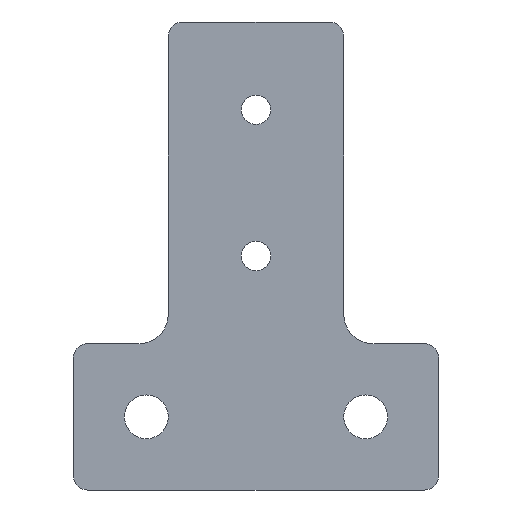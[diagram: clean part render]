
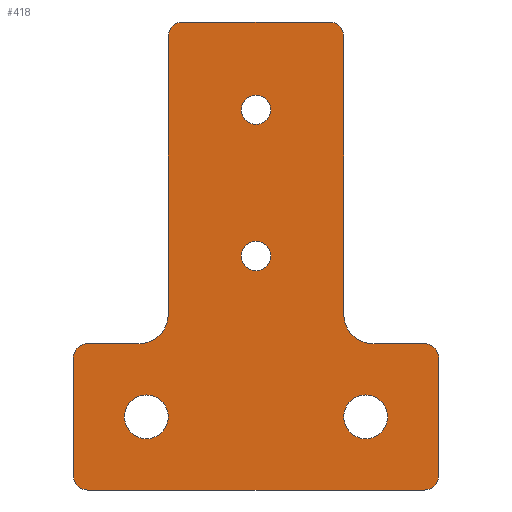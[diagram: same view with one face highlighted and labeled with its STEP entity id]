
A CAD part, front view. The second image highlights one B-rep face of the part: STEP entity #418.
In plain terms, the highlighted planar face has unit normal (0, -1, 0).
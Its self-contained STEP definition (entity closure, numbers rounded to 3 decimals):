
#15=FACE_BOUND('',#61,.T.);
#16=FACE_BOUND('',#62,.T.);
#17=FACE_BOUND('',#63,.T.);
#18=FACE_BOUND('',#64,.T.);
#25=PLANE('',#460);
#38=FACE_OUTER_BOUND('',#60,.T.);
#60=EDGE_LOOP('',(#301,#302,#303,#304,#305,#306,#307,#308,#309,#310,#311,
#312,#313,#314,#315,#316));
#61=EDGE_LOOP('',(#317));
#62=EDGE_LOOP('',(#318));
#63=EDGE_LOOP('',(#319));
#64=EDGE_LOOP('',(#320));
#87=LINE('',#637,#123);
#92=LINE('',#652,#128);
#97=LINE('',#667,#133);
#98=LINE('',#670,#134);
#99=LINE('',#674,#135);
#100=LINE('',#678,#136);
#101=LINE('',#682,#137);
#102=LINE('',#684,#138);
#123=VECTOR('',#507,10.);
#128=VECTOR('',#520,10.);
#133=VECTOR('',#533,10.);
#134=VECTOR('',#536,10.);
#135=VECTOR('',#539,10.);
#136=VECTOR('',#542,10.);
#137=VECTOR('',#545,10.);
#138=VECTOR('',#548,10.);
#157=CIRCLE('',#450,2.);
#159=CIRCLE('',#454,2.);
#162=CIRCLE('',#459,1.);
#163=CIRCLE('',#461,1.);
#164=CIRCLE('',#462,1.);
#165=CIRCLE('',#463,1.);
#166=CIRCLE('',#464,1.);
#167=CIRCLE('',#465,1.);
#168=CIRCLE('',#466,1.);
#169=CIRCLE('',#467,1.);
#170=CIRCLE('',#468,1.5);
#171=CIRCLE('',#469,1.5);
#181=VERTEX_POINT('',#627);
#182=VERTEX_POINT('',#628);
#185=VERTEX_POINT('',#636);
#187=VERTEX_POINT('',#642);
#188=VERTEX_POINT('',#643);
#191=VERTEX_POINT('',#651);
#195=VERTEX_POINT('',#660);
#196=VERTEX_POINT('',#662);
#197=VERTEX_POINT('',#666);
#198=VERTEX_POINT('',#669);
#199=VERTEX_POINT('',#671);
#200=VERTEX_POINT('',#673);
#201=VERTEX_POINT('',#675);
#202=VERTEX_POINT('',#677);
#203=VERTEX_POINT('',#679);
#204=VERTEX_POINT('',#681);
#205=VERTEX_POINT('',#685);
#206=VERTEX_POINT('',#687);
#207=VERTEX_POINT('',#689);
#208=VERTEX_POINT('',#691);
#221=EDGE_CURVE('',#181,#182,#157,.T.);
#225=EDGE_CURVE('',#182,#185,#87,.T.);
#228=EDGE_CURVE('',#187,#188,#159,.T.);
#232=EDGE_CURVE('',#191,#188,#92,.T.);
#237=EDGE_CURVE('',#195,#196,#162,.T.);
#239=EDGE_CURVE('',#197,#195,#97,.T.);
#240=EDGE_CURVE('',#185,#197,#163,.T.);
#241=EDGE_CURVE('',#181,#198,#98,.T.);
#242=EDGE_CURVE('',#199,#198,#164,.T.);
#243=EDGE_CURVE('',#199,#200,#99,.T.);
#244=EDGE_CURVE('',#201,#200,#165,.T.);
#245=EDGE_CURVE('',#201,#202,#100,.T.);
#246=EDGE_CURVE('',#203,#202,#166,.T.);
#247=EDGE_CURVE('',#203,#204,#101,.T.);
#248=EDGE_CURVE('',#191,#204,#167,.T.);
#249=EDGE_CURVE('',#196,#187,#102,.T.);
#250=EDGE_CURVE('',#205,#205,#168,.T.);
#251=EDGE_CURVE('',#206,#206,#169,.T.);
#252=EDGE_CURVE('',#207,#207,#170,.T.);
#253=EDGE_CURVE('',#208,#208,#171,.T.);
#301=ORIENTED_EDGE('',*,*,#237,.F.);
#302=ORIENTED_EDGE('',*,*,#239,.F.);
#303=ORIENTED_EDGE('',*,*,#240,.F.);
#304=ORIENTED_EDGE('',*,*,#225,.F.);
#305=ORIENTED_EDGE('',*,*,#221,.F.);
#306=ORIENTED_EDGE('',*,*,#241,.T.);
#307=ORIENTED_EDGE('',*,*,#242,.F.);
#308=ORIENTED_EDGE('',*,*,#243,.T.);
#309=ORIENTED_EDGE('',*,*,#244,.F.);
#310=ORIENTED_EDGE('',*,*,#245,.T.);
#311=ORIENTED_EDGE('',*,*,#246,.F.);
#312=ORIENTED_EDGE('',*,*,#247,.T.);
#313=ORIENTED_EDGE('',*,*,#248,.F.);
#314=ORIENTED_EDGE('',*,*,#232,.T.);
#315=ORIENTED_EDGE('',*,*,#228,.F.);
#316=ORIENTED_EDGE('',*,*,#249,.F.);
#317=ORIENTED_EDGE('',*,*,#250,.F.);
#318=ORIENTED_EDGE('',*,*,#251,.F.);
#319=ORIENTED_EDGE('',*,*,#252,.F.);
#320=ORIENTED_EDGE('',*,*,#253,.F.);
#418=ADVANCED_FACE('',(#38,#15,#16,#17,#18),#25,.F.);
#450=AXIS2_PLACEMENT_3D('',#629,#499,#500);
#454=AXIS2_PLACEMENT_3D('',#644,#512,#513);
#459=AXIS2_PLACEMENT_3D('',#663,#528,#529);
#460=AXIS2_PLACEMENT_3D('',#665,#531,#532);
#461=AXIS2_PLACEMENT_3D('',#668,#534,#535);
#462=AXIS2_PLACEMENT_3D('',#672,#537,#538);
#463=AXIS2_PLACEMENT_3D('',#676,#540,#541);
#464=AXIS2_PLACEMENT_3D('',#680,#543,#544);
#465=AXIS2_PLACEMENT_3D('',#683,#546,#547);
#466=AXIS2_PLACEMENT_3D('',#686,#549,#550);
#467=AXIS2_PLACEMENT_3D('',#688,#551,#552);
#468=AXIS2_PLACEMENT_3D('',#690,#553,#554);
#469=AXIS2_PLACEMENT_3D('',#692,#555,#556);
#499=DIRECTION('center_axis',(0.,-1.,0.));
#500=DIRECTION('ref_axis',(0.707,0.,-0.707));
#507=DIRECTION('',(0.,0.,1.));
#512=DIRECTION('center_axis',(0.,-1.,0.));
#513=DIRECTION('ref_axis',(-0.707,0.,-0.707));
#520=DIRECTION('',(-1.,0.,0.));
#528=DIRECTION('center_axis',(0.,1.,0.));
#529=DIRECTION('ref_axis',(0.707,0.,0.707));
#531=DIRECTION('center_axis',(0.,1.,0.));
#532=DIRECTION('ref_axis',(1.,0.,0.));
#533=DIRECTION('',(1.,0.,0.));
#534=DIRECTION('center_axis',(0.,1.,0.));
#535=DIRECTION('ref_axis',(-0.707,0.,0.707));
#536=DIRECTION('',(-1.,0.,0.));
#537=DIRECTION('center_axis',(0.,1.,0.));
#538=DIRECTION('ref_axis',(-0.707,0.,0.707));
#539=DIRECTION('',(0.,0.,-1.));
#540=DIRECTION('center_axis',(0.,1.,0.));
#541=DIRECTION('ref_axis',(-0.707,0.,-0.707));
#542=DIRECTION('',(1.,0.,0.));
#543=DIRECTION('center_axis',(0.,1.,0.));
#544=DIRECTION('ref_axis',(0.707,0.,-0.707));
#545=DIRECTION('',(0.,0.,1.));
#546=DIRECTION('center_axis',(0.,1.,0.));
#547=DIRECTION('ref_axis',(0.707,0.,0.707));
#548=DIRECTION('',(0.,0.,-1.));
#549=DIRECTION('center_axis',(0.,-1.,0.));
#550=DIRECTION('ref_axis',(1.,0.,0.));
#551=DIRECTION('center_axis',(0.,-1.,0.));
#552=DIRECTION('ref_axis',(1.,0.,0.));
#553=DIRECTION('center_axis',(0.,-1.,0.));
#554=DIRECTION('ref_axis',(1.,0.,0.));
#555=DIRECTION('center_axis',(0.,-1.,0.));
#556=DIRECTION('ref_axis',(1.,0.,0.));
#627=CARTESIAN_POINT('',(-2.,0.,-22.));
#628=CARTESIAN_POINT('',(0.,0.,-20.));
#629=CARTESIAN_POINT('Origin',(-2.,0.,-20.));
#636=CARTESIAN_POINT('',(0.,0.,-1.));
#637=CARTESIAN_POINT('',(0.,0.,-22.));
#642=CARTESIAN_POINT('',(12.,0.,-20.));
#643=CARTESIAN_POINT('',(14.,0.,-22.));
#644=CARTESIAN_POINT('Origin',(14.,0.,-20.));
#651=CARTESIAN_POINT('',(17.5,0.,-22.));
#652=CARTESIAN_POINT('',(18.5,0.,-22.));
#660=CARTESIAN_POINT('',(11.,0.,0.));
#662=CARTESIAN_POINT('',(12.,0.,-1.));
#663=CARTESIAN_POINT('Origin',(11.,0.,-1.));
#665=CARTESIAN_POINT('Origin',(6.,0.,-16.));
#666=CARTESIAN_POINT('',(1.,0.,0.));
#667=CARTESIAN_POINT('',(0.,0.,0.));
#668=CARTESIAN_POINT('Origin',(1.,0.,-1.));
#669=CARTESIAN_POINT('',(-5.5,0.,-22.));
#670=CARTESIAN_POINT('',(18.5,0.,-22.));
#671=CARTESIAN_POINT('',(-6.5,0.,-23.));
#672=CARTESIAN_POINT('Origin',(-5.5,0.,-23.));
#673=CARTESIAN_POINT('',(-6.5,0.,-31.));
#674=CARTESIAN_POINT('',(-6.5,0.,-22.));
#675=CARTESIAN_POINT('',(-5.5,0.,-32.));
#676=CARTESIAN_POINT('Origin',(-5.5,0.,-31.));
#677=CARTESIAN_POINT('',(17.5,0.,-32.));
#678=CARTESIAN_POINT('',(-6.5,0.,-32.));
#679=CARTESIAN_POINT('',(18.5,0.,-31.));
#680=CARTESIAN_POINT('Origin',(17.5,0.,-31.));
#681=CARTESIAN_POINT('',(18.5,0.,-23.));
#682=CARTESIAN_POINT('',(18.5,0.,-32.));
#683=CARTESIAN_POINT('Origin',(17.5,0.,-23.));
#684=CARTESIAN_POINT('',(12.,0.,0.));
#685=CARTESIAN_POINT('',(5.,0.,-6.));
#686=CARTESIAN_POINT('Origin',(6.,0.,-6.));
#687=CARTESIAN_POINT('',(5.,0.,-16.));
#688=CARTESIAN_POINT('Origin',(6.,0.,-16.));
#689=CARTESIAN_POINT('',(-3.,0.,-27.));
#690=CARTESIAN_POINT('Origin',(-1.5,0.,-27.));
#691=CARTESIAN_POINT('',(12.,0.,-27.));
#692=CARTESIAN_POINT('Origin',(13.5,0.,-27.));
